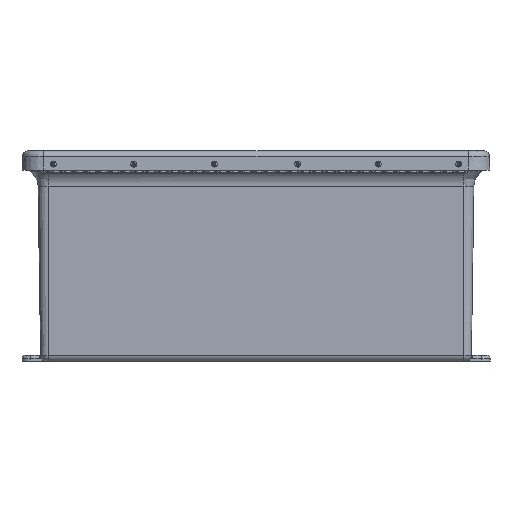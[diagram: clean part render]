
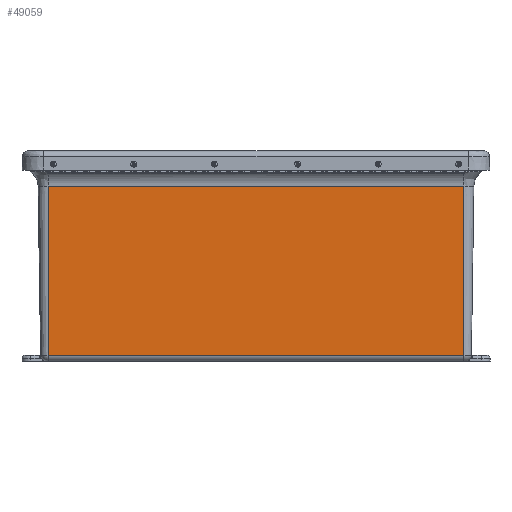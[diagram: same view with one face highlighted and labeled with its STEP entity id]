
A CAD part, left-side view. The second image highlights one B-rep face of the part: STEP entity #49059.
In plain terms, the highlighted planar face has unit normal (-1, 0, -0.015).
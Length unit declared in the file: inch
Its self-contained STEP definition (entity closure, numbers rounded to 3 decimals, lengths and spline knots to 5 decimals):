
#612 = EDGE_LOOP ( 'NONE', ( #57563, #9525, #33436, #19173, #31502, #45453 ) ) ;
#1574 = VECTOR ( 'NONE', #33973, 39.37008 ) ;
#1692 = CARTESIAN_POINT ( 'NONE',  ( -8.15623, -8.71875, -0.0028 ) ) ;
#2220 = EDGE_CURVE ( 'NONE', #2513, #28623, #13153, .T. ) ;
#2318 = EDGE_CURVE ( 'NONE', #27406, #28623, #49874, .T. ) ;
#2513 = VERTEX_POINT ( 'NONE', #26153 ) ;
#3268 = LINE ( 'NONE', #56421, #55290 ) ;
#3552 = VECTOR ( 'NONE', #36474, 39.37008 ) ;
#3812 = EDGE_CURVE ( 'NONE', #2513, #16392, #3268, .T. ) ;
#4392 = FACE_OUTER_BOUND ( 'NONE', #612, .T. ) ;
#9525 = ORIENTED_EDGE ( 'NONE', *, *, #59670, .T. ) ;
#12431 = LINE ( 'NONE', #1692, #1574 ) ;
#13153 = LINE ( 'NONE', #23479, #54969 ) ;
#15007 = AXIS2_PLACEMENT_3D ( 'NONE', #21893, #21290, #53554 ) ;
#16392 = VERTEX_POINT ( 'NONE', #23340 ) ;
#19173 = ORIENTED_EDGE ( 'NONE', *, *, #2220, .T. ) ;
#21290 = DIRECTION ( 'NONE',  ( -1., 0., -0.015 ) ) ;
#21893 = CARTESIAN_POINT ( 'NONE',  ( -8.15623, 8.71875, -0.0028 ) ) ;
#21942 = EDGE_CURVE ( 'NONE', #57981, #27406, #49040, .T. ) ;
#23190 = CARTESIAN_POINT ( 'NONE',  ( -8.03215, 0., -8.31623 ) ) ;
#23340 = CARTESIAN_POINT ( 'NONE',  ( -8.13801, -8.71875, -1.22378 ) ) ;
#23479 = CARTESIAN_POINT ( 'NONE',  ( -8.13801, 8.71875, -1.22381 ) ) ;
#26153 = CARTESIAN_POINT ( 'NONE',  ( -8.13801, -8.7088, -1.22381 ) ) ;
#27406 = VERTEX_POINT ( 'NONE', #46314 ) ;
#27813 = DIRECTION ( 'NONE',  ( 0., 1., 0. ) ) ;
#28623 = VERTEX_POINT ( 'NONE', #31019 ) ;
#31019 = CARTESIAN_POINT ( 'NONE',  ( -8.13801, 8.7088, -1.22381 ) ) ;
#31220 = CARTESIAN_POINT ( 'NONE',  ( -8.15623, 8.71875, -0.0028 ) ) ;
#31502 = ORIENTED_EDGE ( 'NONE', *, *, #2318, .F. ) ;
#33436 = ORIENTED_EDGE ( 'NONE', *, *, #3812, .F. ) ;
#33973 = DIRECTION ( 'NONE',  ( -0.015, 0., 1. ) ) ;
#35452 = PLANE ( 'NONE',  #15007 ) ;
#36474 = DIRECTION ( 'NONE',  ( -0.015, 0., 1. ) ) ;
#37725 = VECTOR ( 'NONE', #27813, 39.37008 ) ;
#39196 = DIRECTION ( 'NONE',  ( 0., -1., -0.003 ) ) ;
#39214 = CARTESIAN_POINT ( 'NONE',  ( -8.03215, 8.71875, -8.31623 ) ) ;
#39989 = EDGE_CURVE ( 'NONE', #58143, #57981, #51388, .T. ) ;
#40992 = CARTESIAN_POINT ( 'NONE',  ( -8.03215, -8.71875, -8.31623 ) ) ;
#41811 = DIRECTION ( 'NONE',  ( 0., 1., 0. ) ) ;
#45453 = ORIENTED_EDGE ( 'NONE', *, *, #21942, .F. ) ;
#46314 = CARTESIAN_POINT ( 'NONE',  ( -8.13801, 8.71875, -1.22378 ) ) ;
#47184 = DIRECTION ( 'NONE',  ( 0., -1., 0.003 ) ) ;
#48419 = VECTOR ( 'NONE', #39196, 39.37008 ) ;
#49040 = LINE ( 'NONE', #31220, #3552 ) ;
#49059 = ADVANCED_FACE ( 'NONE', ( #4392 ), #35452, .T. ) ;
#49874 = LINE ( 'NONE', #56674, #48419 ) ;
#51388 = LINE ( 'NONE', #23190, #37725 ) ;
#53554 = DIRECTION ( 'NONE',  ( 0.015, 0., -1. ) ) ;
#54969 = VECTOR ( 'NONE', #41811, 39.37008 ) ;
#55290 = VECTOR ( 'NONE', #47184, 39.37008 ) ;
#56421 = CARTESIAN_POINT ( 'NONE',  ( -8.13801, -8.71875, -1.22378 ) ) ;
#56674 = CARTESIAN_POINT ( 'NONE',  ( -8.13801, 8.7088, -1.22381 ) ) ;
#57563 = ORIENTED_EDGE ( 'NONE', *, *, #39989, .F. ) ;
#57981 = VERTEX_POINT ( 'NONE', #39214 ) ;
#58143 = VERTEX_POINT ( 'NONE', #40992 ) ;
#59670 = EDGE_CURVE ( 'NONE', #58143, #16392, #12431, .T. ) ;
